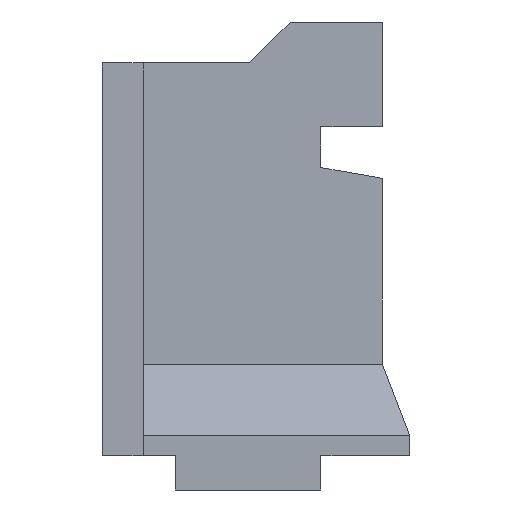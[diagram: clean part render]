
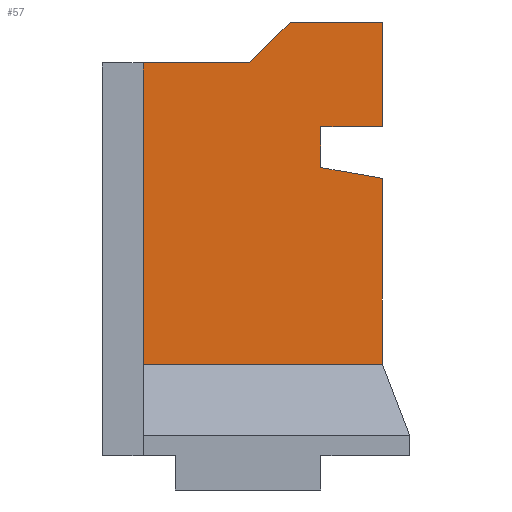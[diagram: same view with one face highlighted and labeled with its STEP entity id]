
A CAD part, left-side view. The second image highlights one B-rep face of the part: STEP entity #57.
In plain terms, the highlighted planar face has unit normal (-1, 0, 0).
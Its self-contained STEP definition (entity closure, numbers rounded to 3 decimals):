
#57 = ADVANCED_FACE ( 'NONE', ( #2130 ), #2129, .F. ) ;
#137 = EDGE_CURVE ( 'NONE', #223, #138, #2252, .T. ) ;
#138 = VERTEX_POINT ( 'NONE', #2248 ) ;
#223 = VERTEX_POINT ( 'NONE', #2427 ) ;
#276 = VERTEX_POINT ( 'NONE', #2534 ) ;
#278 = EDGE_CURVE ( 'NONE', #276, #293, #2533, .T. ) ;
#293 = VERTEX_POINT ( 'NONE', #2573 ) ;
#295 = EDGE_CURVE ( 'NONE', #293, #311, #2572, .T. ) ;
#310 = EDGE_CURVE ( 'NONE', #311, #312, #2632, .T. ) ;
#311 = VERTEX_POINT ( 'NONE', #2628 ) ;
#312 = VERTEX_POINT ( 'NONE', #2627 ) ;
#325 = EDGE_CURVE ( 'NONE', #350, #341, #2614, .T. ) ;
#332 = VERTEX_POINT ( 'NONE', #2665 ) ;
#334 = EDGE_CURVE ( 'NONE', #332, #350, #2664, .T. ) ;
#341 = VERTEX_POINT ( 'NONE', #2650 ) ;
#343 = EDGE_CURVE ( 'NONE', #341, #276, #2649, .T. ) ;
#350 = VERTEX_POINT ( 'NONE', #2699 ) ;
#352 = EDGE_LOOP ( 'NONE', ( #353, #354, #357, #359, #360, #361, #2285, #2281, #2279, #2280 ) ) ;
#353 = ORIENTED_EDGE ( 'NONE', *, *, #137, .F. ) ;
#354 = ORIENTED_EDGE ( 'NONE', *, *, #355, .F. ) ;
#355 = EDGE_CURVE ( 'NONE', #356, #223, #2698, .T. ) ;
#356 = VERTEX_POINT ( 'NONE', #2694 ) ;
#357 = ORIENTED_EDGE ( 'NONE', *, *, #358, .T. ) ;
#358 = EDGE_CURVE ( 'NONE', #356, #312, #2693, .T. ) ;
#359 = ORIENTED_EDGE ( 'NONE', *, *, #310, .F. ) ;
#360 = ORIENTED_EDGE ( 'NONE', *, *, #295, .F. ) ;
#361 = ORIENTED_EDGE ( 'NONE', *, *, #278, .F. ) ;
#2125 = DIRECTION ( 'NONE',  ( 0., -1., 0. ) ) ;
#2126 = DIRECTION ( 'NONE',  ( 1., 0., 0. ) ) ;
#2127 = CARTESIAN_POINT ( 'NONE',  ( -15.55, 5.075, -1.586 ) ) ;
#2128 = AXIS2_PLACEMENT_3D ( 'NONE', #2127, #2126, #2125 ) ;
#2129 = PLANE ( 'NONE',  #2128 ) ;
#2130 = FACE_OUTER_BOUND ( 'NONE', #352, .T. ) ;
#2248 = CARTESIAN_POINT ( 'NONE',  ( -15.55, 2.925, 2.825 ) ) ;
#2249 = DIRECTION ( 'NONE',  ( 0., -1., 0. ) ) ;
#2250 = VECTOR ( 'NONE', #2249, 1000. ) ;
#2251 = CARTESIAN_POINT ( 'NONE',  ( -15.55, 2.925, 2.825 ) ) ;
#2252 = LINE ( 'NONE', #2251, #2250 ) ;
#2279 = ORIENTED_EDGE ( 'NONE', *, *, #334, .F. ) ;
#2280 = ORIENTED_EDGE ( 'NONE', *, *, #2587, .F. ) ;
#2281 = ORIENTED_EDGE ( 'NONE', *, *, #325, .F. ) ;
#2285 = ORIENTED_EDGE ( 'NONE', *, *, #343, .F. ) ;
#2427 = CARTESIAN_POINT ( 'NONE',  ( -15.55, 4.475, 2.825 ) ) ;
#2530 = DIRECTION ( 'NONE',  ( 0., 0., -1. ) ) ;
#2531 = VECTOR ( 'NONE', #2530, 1000. ) ;
#2532 = CARTESIAN_POINT ( 'NONE',  ( -15.55, 1.875, 1.295 ) ) ;
#2533 = LINE ( 'NONE', #2532, #2531 ) ;
#2534 = CARTESIAN_POINT ( 'NONE',  ( -15.55, 1.875, 1.895 ) ) ;
#2569 = DIRECTION ( 'NONE',  ( 0., -0.985, -0.174 ) ) ;
#2570 = VECTOR ( 'NONE', #2569, 1000. ) ;
#2571 = CARTESIAN_POINT ( 'NONE',  ( -15.55, 0.975, 1.136 ) ) ;
#2572 = LINE ( 'NONE', #2571, #2570 ) ;
#2573 = CARTESIAN_POINT ( 'NONE',  ( -15.55, 1.875, 1.295 ) ) ;
#2587 = EDGE_CURVE ( 'NONE', #138, #332, #5530, .T. ) ;
#2611 = DIRECTION ( 'NONE',  ( 0., 0., -1. ) ) ;
#2612 = VECTOR ( 'NONE', #2611, 1000. ) ;
#2613 = CARTESIAN_POINT ( 'NONE',  ( -15.55, 0.975, 1.895 ) ) ;
#2614 = LINE ( 'NONE', #2613, #2612 ) ;
#2627 = CARTESIAN_POINT ( 'NONE',  ( -15.55, 0.975, -1.586 ) ) ;
#2628 = CARTESIAN_POINT ( 'NONE',  ( -15.55, 0.975, 1.136 ) ) ;
#2629 = DIRECTION ( 'NONE',  ( 0., 0., -1. ) ) ;
#2630 = VECTOR ( 'NONE', #2629, 1000. ) ;
#2631 = CARTESIAN_POINT ( 'NONE',  ( -15.55, 0.975, -0.138 ) ) ;
#2632 = LINE ( 'NONE', #2631, #2630 ) ;
#2646 = DIRECTION ( 'NONE',  ( 0., 1., 0. ) ) ;
#2647 = VECTOR ( 'NONE', #2646, 1000. ) ;
#2648 = CARTESIAN_POINT ( 'NONE',  ( -15.55, 1.875, 1.895 ) ) ;
#2649 = LINE ( 'NONE', #2648, #2647 ) ;
#2650 = CARTESIAN_POINT ( 'NONE',  ( -15.55, 0.975, 1.895 ) ) ;
#2661 = DIRECTION ( 'NONE',  ( 0., -1., 0. ) ) ;
#2662 = VECTOR ( 'NONE', #2661, 1000. ) ;
#2663 = CARTESIAN_POINT ( 'NONE',  ( -15.55, 5.075, 3.425 ) ) ;
#2664 = LINE ( 'NONE', #2663, #2662 ) ;
#2665 = CARTESIAN_POINT ( 'NONE',  ( -15.55, 2.325, 3.425 ) ) ;
#2690 = DIRECTION ( 'NONE',  ( 0., -1., 0. ) ) ;
#2691 = VECTOR ( 'NONE', #2690, 1000. ) ;
#2692 = CARTESIAN_POINT ( 'NONE',  ( -15.55, 5.075, -1.586 ) ) ;
#2693 = LINE ( 'NONE', #2692, #2691 ) ;
#2694 = CARTESIAN_POINT ( 'NONE',  ( -15.55, 4.475, -1.586 ) ) ;
#2695 = DIRECTION ( 'NONE',  ( 0., 0., 1. ) ) ;
#2696 = VECTOR ( 'NONE', #2695, 1000. ) ;
#2697 = CARTESIAN_POINT ( 'NONE',  ( -15.55, 4.475, -1.586 ) ) ;
#2698 = LINE ( 'NONE', #2697, #2696 ) ;
#2699 = CARTESIAN_POINT ( 'NONE',  ( -15.55, 0.975, 3.425 ) ) ;
#5527 = DIRECTION ( 'NONE',  ( 0., -0.707, 0.707 ) ) ;
#5528 = VECTOR ( 'NONE', #5527, 1000. ) ;
#5529 = CARTESIAN_POINT ( 'NONE',  ( -15.55, 2.325, 3.425 ) ) ;
#5530 = LINE ( 'NONE', #5529, #5528 ) ;
